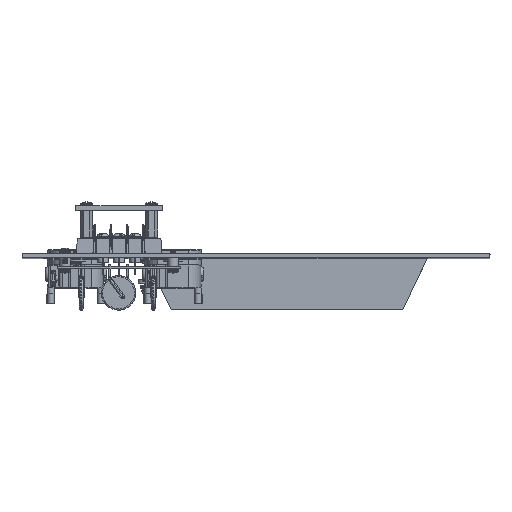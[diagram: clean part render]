
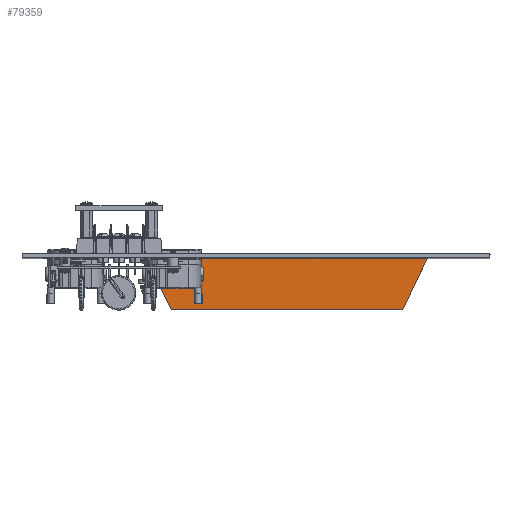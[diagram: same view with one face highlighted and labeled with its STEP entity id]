
A CAD part, top view. The second image highlights one B-rep face of the part: STEP entity #79359.
In plain terms, the highlighted planar face has unit normal (0, 0, 1).
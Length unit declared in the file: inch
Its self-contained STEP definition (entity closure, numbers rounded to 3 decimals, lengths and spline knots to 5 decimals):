
#2068 = LINE ( 'NONE', #7765, #57777 ) ;
#4870 = AXIS2_PLACEMENT_3D ( 'NONE', #40961, #62874, #19406 ) ;
#5038 = CARTESIAN_POINT ( 'NONE',  ( -2.6875, 1.185, 1.194 ) ) ;
#6613 = VERTEX_POINT ( 'NONE', #60924 ) ;
#7765 = CARTESIAN_POINT ( 'NONE',  ( 2.6875, 1.185, 1.194 ) ) ;
#8834 = ORIENTED_EDGE ( 'NONE', *, *, #88041, .T. ) ;
#10024 = DIRECTION ( 'NONE',  ( -0.429, -0.903, 0. ) ) ;
#10935 = VECTOR ( 'NONE', #12362, 39.37008 ) ;
#11516 = LINE ( 'NONE', #53528, #50114 ) ;
#12362 = DIRECTION ( 'NONE',  ( -1., 0., 0. ) ) ;
#18360 = LINE ( 'NONE', #36039, #56925 ) ;
#19406 = DIRECTION ( 'NONE',  ( 1., 0., 0. ) ) ;
#27166 = ORIENTED_EDGE ( 'NONE', *, *, #30036, .T. ) ;
#30036 = EDGE_CURVE ( 'NONE', #6613, #75091, #30243, .T. ) ;
#30243 = LINE ( 'NONE', #5038, #10935 ) ;
#36039 = CARTESIAN_POINT ( 'NONE',  ( -3.25, 0., 1.194 ) ) ;
#37091 = CARTESIAN_POINT ( 'NONE',  ( 3.25, 0., 1.194 ) ) ;
#40961 = CARTESIAN_POINT ( 'NONE',  ( 3.25, 0., 1.194 ) ) ;
#43315 = DIRECTION ( 'NONE',  ( 1., 0., 0. ) ) ;
#50114 = VECTOR ( 'NONE', #10024, 39.37008 ) ;
#53528 = CARTESIAN_POINT ( 'NONE',  ( -2.6875, 1.185, 1.194 ) ) ;
#53764 = CARTESIAN_POINT ( 'NONE',  ( -2.6875, 1.185, 1.194 ) ) ;
#54034 = PLANE ( 'NONE',  #4870 ) ;
#56703 = VERTEX_POINT ( 'NONE', #67611 ) ;
#56925 = VECTOR ( 'NONE', #43315, 39.37008 ) ;
#57777 = VECTOR ( 'NONE', #65927, 39.37008 ) ;
#59241 = ORIENTED_EDGE ( 'NONE', *, *, #65188, .T. ) ;
#59863 = EDGE_LOOP ( 'NONE', ( #8834, #27166, #59241, #66181 ) ) ;
#60924 = CARTESIAN_POINT ( 'NONE',  ( 2.6875, 1.185, 1.194 ) ) ;
#62874 = DIRECTION ( 'NONE',  ( 0., 0., 1. ) ) ;
#65188 = EDGE_CURVE ( 'NONE', #75091, #56703, #11516, .T. ) ;
#65927 = DIRECTION ( 'NONE',  ( -0.429, 0.903, 0. ) ) ;
#66181 = ORIENTED_EDGE ( 'NONE', *, *, #84050, .T. ) ;
#67611 = CARTESIAN_POINT ( 'NONE',  ( -3.25, 0., 1.194 ) ) ;
#75091 = VERTEX_POINT ( 'NONE', #53764 ) ;
#79359 = ADVANCED_FACE ( 'NONE', ( #91056 ), #54034, .T. ) ;
#83616 = VERTEX_POINT ( 'NONE', #37091 ) ;
#84050 = EDGE_CURVE ( 'NONE', #56703, #83616, #18360, .T. ) ;
#88041 = EDGE_CURVE ( 'NONE', #83616, #6613, #2068, .T. ) ;
#91056 = FACE_OUTER_BOUND ( 'NONE', #59863, .T. ) ;
